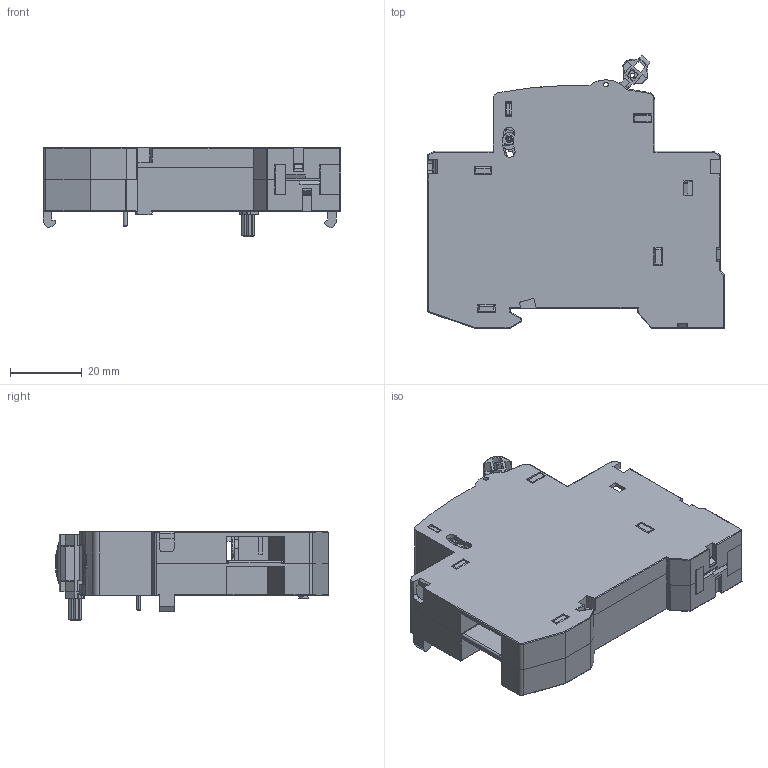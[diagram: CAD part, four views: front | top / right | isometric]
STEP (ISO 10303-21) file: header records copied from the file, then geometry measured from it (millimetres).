
FILE_DESCRIPTION (( 'STEP AP203' ), '1' );
FILE_NAME ('M2SH2 ---170796002.STEP', '2022-03-25T10:37:05', ( '' ), ( '' ), 'SwSTEP 2.0', 'SolidWorks 2017', '' );
FILE_SCHEMA (( 'CONFIG_CONTROL_DESIGN' ));
Length unit declared in the file: millimetre
Products named in the file (1): M2SH2 ---170796002
Bounding box: 82.7 x 75.81 x 24.6 mm (x, y, z)
Surface area: 26586.1 mm2 (no closed solid volume)
Topology: 0 solids, 23 shells, 850 faces, 3553 edges, 2626 vertices
Faces by surface type: plane 469, cylinder 282, bspline 92, cone 7
Entity records: 41666 total; most frequent: CARTESIAN_POINT 15341, ORIENTED_EDGE 5316, DIRECTION 4631, EDGE_CURVE 3520, VERTEX_POINT 2626, VECTOR 2201, LINE 2201, AXIS2_PLACEMENT_3D 1215
